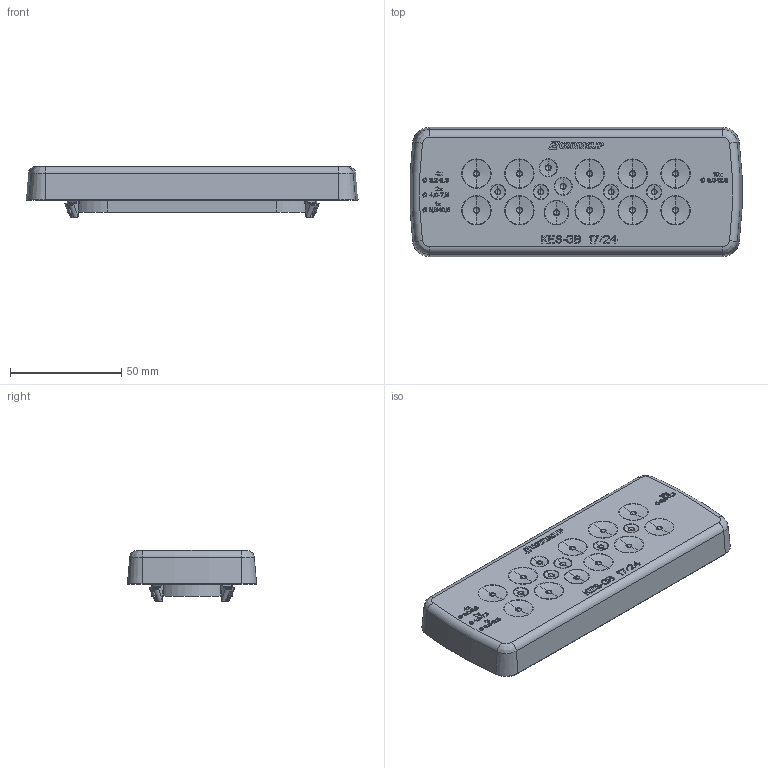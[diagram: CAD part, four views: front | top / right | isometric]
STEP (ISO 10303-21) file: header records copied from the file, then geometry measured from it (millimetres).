
FILE_DESCRIPTION(/* description */ (''),/* implementation_level */ '2;1');
FILE_NAME(/* name */ 'KES-GB_17-24.stp',/* time_stamp */ '2018-01-25T13:08:04+01:00',/* author */ (''),/* organization */ (''),/* preprocessor_version */ 'ST-DEVELOPER v16',/* originating_system */ 'SIEMENS PLM Software NX 10.0',/* authorisation */ '');
FILE_SCHEMA (('CONFIG_CONTROL_DESIGN'));
Length unit declared in the file: millimetre
Products named in the file (1): KES-GB_17-24_stp
Bounding box: 149.26 x 58.07 x 23.25 mm (x, y, z)
Volume: 141693.7 mm3; surface area: 25022.7 mm2
Topology: 1 solids, 1 shells, 1865 faces, 5064 edges, 3287 vertices
Faces by surface type: plane 1477, cylinder 120, torus 98, sphere 92, bspline 52, cone 26
Full cylindrical faces by diameter (mm): 3.3 x4
Entity records: 60546 total; most frequent: CARTESIAN_POINT 13641, ORIENTED_EDGE 10028, DIRECTION 9132, EDGE_CURVE 5014, LINE 4216, VECTOR 4216, VERTEX_POINT 3283, AXIS2_PLACEMENT_3D 2458
